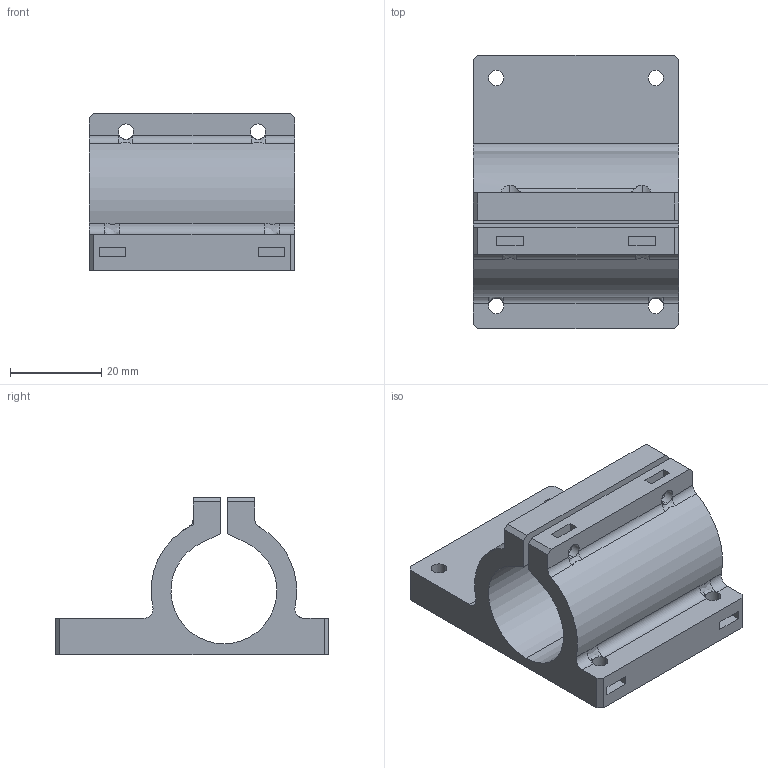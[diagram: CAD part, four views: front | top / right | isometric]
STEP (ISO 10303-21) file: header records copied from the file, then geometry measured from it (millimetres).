
FILE_DESCRIPTION (( 'STEP AP214' ), '1' );
FILE_NAME ('PH2 Mount for Prusa MK4 Spool Holder.STEP', '2024-12-03T15:10:13', ( '' ), ( '' ), 'SwSTEP 2.0', 'SolidWorks 2024', '' );
FILE_SCHEMA (( 'AUTOMOTIVE_DESIGN' ));
Length unit declared in the file: millimetre
Products named in the file (1): PH2 Mount for Prusa MK4 Spool Holder
Bounding box: 45 x 60 x 34.5 mm (x, y, z)
Volume: 30442.6 mm3; surface area: 14186.8 mm2
Topology: 1 solids, 1 shells, 103 faces, 289 edges, 190 vertices
Faces by surface type: plane 55, cylinder 44, bspline 4
Entity records: 3826 total; most frequent: CARTESIAN_POINT 1033, ORIENTED_EDGE 578, DIRECTION 573, EDGE_CURVE 289, AXIS2_PLACEMENT_3D 194, VERTEX_POINT 190, LINE 185, VECTOR 185
